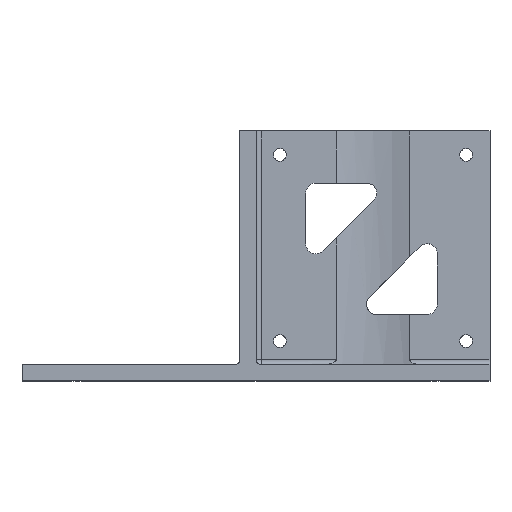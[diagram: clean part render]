
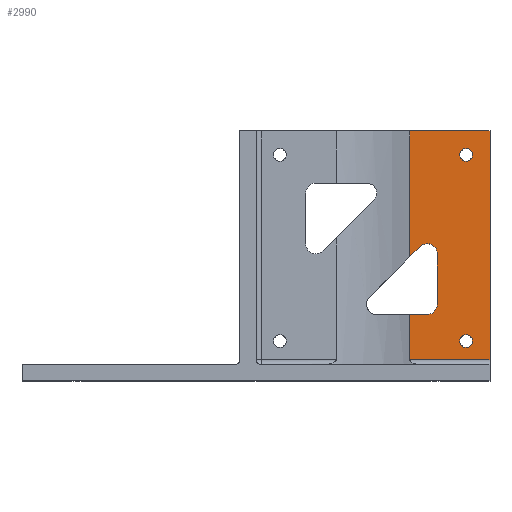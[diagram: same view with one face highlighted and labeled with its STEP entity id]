
A CAD part, top view. The second image highlights one B-rep face of the part: STEP entity #2990.
In plain terms, the highlighted planar face has unit normal (0, 0, 1).
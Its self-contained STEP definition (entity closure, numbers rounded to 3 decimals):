
#45 = VERTEX_POINT ( 'NONE', #5222 ) ;
#98 = ORIENTED_EDGE ( 'NONE', *, *, #4391, .F. ) ;
#160 = CARTESIAN_POINT ( 'NONE',  ( 30.425, 24.552, 0. ) ) ;
#330 = LINE ( 'NONE', #1548, #447 ) ;
#339 = DIRECTION ( 'NONE',  ( 1., 0., 0. ) ) ;
#344 = CARTESIAN_POINT ( 'NONE',  ( 32.424, 26.551, 0. ) ) ;
#357 = ORIENTED_EDGE ( 'NONE', *, *, #423, .T. ) ;
#423 = EDGE_CURVE ( 'NONE', #4973, #672, #2187, .T. ) ;
#435 = VERTEX_POINT ( 'NONE', #3604 ) ;
#447 = VECTOR ( 'NONE', #1153, 1000. ) ;
#449 = ORIENTED_EDGE ( 'NONE', *, *, #3215, .F. ) ;
#486 = CARTESIAN_POINT ( 'NONE',  ( 35.838, 25.137, 0. ) ) ;
#576 = CIRCLE ( 'NONE', #2845, 1.25 ) ;
#601 = DIRECTION ( 'NONE',  ( 1., 0., 0. ) ) ;
#626 = CARTESIAN_POINT ( 'NONE',  ( 42.775, 44.7, 0. ) ) ;
#639 = DIRECTION ( 'NONE',  ( 1., 0., 0. ) ) ;
#667 = VECTOR ( 'NONE', #3328, 1000. ) ;
#672 = VERTEX_POINT ( 'NONE', #1315 ) ;
#705 = LINE ( 'NONE', #1988, #3673 ) ;
#831 = EDGE_CURVE ( 'NONE', #1455, #3554, #330, .T. ) ;
#849 = DIRECTION ( 'NONE',  ( 0., 0., 1. ) ) ;
#905 = ORIENTED_EDGE ( 'NONE', *, *, #5437, .F. ) ;
#927 = EDGE_LOOP ( 'NONE', ( #905, #1926 ) ) ;
#942 = CARTESIAN_POINT ( 'NONE',  ( 33.838, 15.131, 0. ) ) ;
#1095 = CARTESIAN_POINT ( 'NONE',  ( 33.838, 13.131, 0. ) ) ;
#1100 = DIRECTION ( 'NONE',  ( 0., -1., 0. ) ) ;
#1103 = VECTOR ( 'NONE', #2282, 1000. ) ;
#1153 = DIRECTION ( 'NONE',  ( -0.707, -0.707, 0. ) ) ;
#1169 = ORIENTED_EDGE ( 'NONE', *, *, #4923, .F. ) ;
#1187 = AXIS2_PLACEMENT_3D ( 'NONE', #3550, #3493, #3525 ) ;
#1266 = LINE ( 'NONE', #2968, #4481 ) ;
#1280 = CARTESIAN_POINT ( 'NONE',  ( 41.525, 44.7, 0. ) ) ;
#1315 = CARTESIAN_POINT ( 'NONE',  ( 46.25, 4.175, 0. ) ) ;
#1330 = EDGE_CURVE ( 'NONE', #1983, #2696, #1266, .T. ) ;
#1401 = AXIS2_PLACEMENT_3D ( 'NONE', #4050, #4153, #601 ) ;
#1455 = VERTEX_POINT ( 'NONE', #344 ) ;
#1472 = CIRCLE ( 'NONE', #3737, 2. ) ;
#1486 = DIRECTION ( 'NONE',  ( 1., 0., 0. ) ) ;
#1548 = CARTESIAN_POINT ( 'NONE',  ( 22.419, 16.546, 0. ) ) ;
#1600 = CIRCLE ( 'NONE', #2241, 1.25 ) ;
#1747 = EDGE_CURVE ( 'NONE', #2696, #1455, #1915, .T. ) ;
#1778 = EDGE_CURVE ( 'NONE', #4278, #4973, #5245, .T. ) ;
#1819 = CARTESIAN_POINT ( 'NONE',  ( 46.25, 4.175, 0. ) ) ;
#1915 = CIRCLE ( 'NONE', #1187, 2. ) ;
#1926 = ORIENTED_EDGE ( 'NONE', *, *, #4661, .F. ) ;
#1961 = VECTOR ( 'NONE', #639, 1000. ) ;
#1969 = ORIENTED_EDGE ( 'NONE', *, *, #3756, .F. ) ;
#1983 = VERTEX_POINT ( 'NONE', #3734 ) ;
#1988 = CARTESIAN_POINT ( 'NONE',  ( 30.425, -65.414, 0. ) ) ;
#2087 = DIRECTION ( 'NONE',  ( 0., 0., -1. ) ) ;
#2090 = VECTOR ( 'NONE', #4863, 1000. ) ;
#2155 = ORIENTED_EDGE ( 'NONE', *, *, #1330, .F. ) ;
#2187 = LINE ( 'NONE', #1819, #2090 ) ;
#2229 = CARTESIAN_POINT ( 'NONE',  ( 40.275, 7.9, 0. ) ) ;
#2241 = AXIS2_PLACEMENT_3D ( 'NONE', #4130, #3651, #1486 ) ;
#2268 = CARTESIAN_POINT ( 'NONE',  ( 30.425, -65.414, 0. ) ) ;
#2282 = DIRECTION ( 'NONE',  ( 0., -1., 0. ) ) ;
#2354 = VERTEX_POINT ( 'NONE', #626 ) ;
#2480 = FACE_BOUND ( 'NONE', #3716, .T. ) ;
#2573 = EDGE_CURVE ( 'NONE', #45, #3554, #705, .T. ) ;
#2592 = DIRECTION ( 'NONE',  ( 1., 0., 0. ) ) ;
#2603 = CARTESIAN_POINT ( 'NONE',  ( 0., 49.425, 0. ) ) ;
#2696 = VERTEX_POINT ( 'NONE', #486 ) ;
#2729 = CARTESIAN_POINT ( 'NONE',  ( 30.425, 13.131, 0. ) ) ;
#2760 = AXIS2_PLACEMENT_3D ( 'NONE', #2603, #2087, #4225 ) ;
#2805 = ORIENTED_EDGE ( 'NONE', *, *, #4526, .F. ) ;
#2845 = AXIS2_PLACEMENT_3D ( 'NONE', #3075, #849, #2592 ) ;
#2936 = DIRECTION ( 'NONE',  ( 0., 1., 0. ) ) ;
#2962 = ORIENTED_EDGE ( 'NONE', *, *, #1778, .T. ) ;
#2968 = CARTESIAN_POINT ( 'NONE',  ( 35.838, 15.131, 0. ) ) ;
#2985 = LINE ( 'NONE', #5564, #667 ) ;
#2990 = ADVANCED_FACE ( 'NONE', ( #3453, #2480, #4682 ), #5199, .F. ) ;
#3022 = DIRECTION ( 'NONE',  ( 0., 0., 1. ) ) ;
#3067 = DIRECTION ( 'NONE',  ( 0., -1., 0. ) ) ;
#3075 = CARTESIAN_POINT ( 'NONE',  ( 41.525, 7.9, 0. ) ) ;
#3154 = CARTESIAN_POINT ( 'NONE',  ( 33.838, 13.131, 0. ) ) ;
#3178 = CARTESIAN_POINT ( 'NONE',  ( 30.425, 4.175, 0. ) ) ;
#3215 = EDGE_CURVE ( 'NONE', #3918, #3410, #5225, .T. ) ;
#3328 = DIRECTION ( 'NONE',  ( 1., 0., 0. ) ) ;
#3384 = CIRCLE ( 'NONE', #3387, 1.25 ) ;
#3387 = AXIS2_PLACEMENT_3D ( 'NONE', #1280, #5534, #339 ) ;
#3410 = VERTEX_POINT ( 'NONE', #2229 ) ;
#3453 = FACE_BOUND ( 'NONE', #927, .T. ) ;
#3493 = DIRECTION ( 'NONE',  ( 0., 0., 1. ) ) ;
#3525 = DIRECTION ( 'NONE',  ( -1., 0., 0. ) ) ;
#3550 = CARTESIAN_POINT ( 'NONE',  ( 33.838, 25.137, 0. ) ) ;
#3554 = VERTEX_POINT ( 'NONE', #160 ) ;
#3604 = CARTESIAN_POINT ( 'NONE',  ( 40.275, 44.7, 0. ) ) ;
#3651 = DIRECTION ( 'NONE',  ( 0., 0., 1. ) ) ;
#3673 = VECTOR ( 'NONE', #1100, 1000. ) ;
#3716 = EDGE_LOOP ( 'NONE', ( #449, #4688 ) ) ;
#3734 = CARTESIAN_POINT ( 'NONE',  ( 35.838, 15.131, 0. ) ) ;
#3737 = AXIS2_PLACEMENT_3D ( 'NONE', #942, #3022, #5662 ) ;
#3756 = EDGE_CURVE ( 'NONE', #45, #5424, #2985, .T. ) ;
#3876 = EDGE_CURVE ( 'NONE', #3410, #3918, #576, .T. ) ;
#3918 = VERTEX_POINT ( 'NONE', #5281 ) ;
#3985 = VERTEX_POINT ( 'NONE', #3154 ) ;
#4050 = CARTESIAN_POINT ( 'NONE',  ( 41.525, 7.9, 0. ) ) ;
#4064 = LINE ( 'NONE', #1095, #1961 ) ;
#4130 = CARTESIAN_POINT ( 'NONE',  ( 41.525, 44.7, 0. ) ) ;
#4153 = DIRECTION ( 'NONE',  ( 0., 0., 1. ) ) ;
#4178 = LINE ( 'NONE', #5497, #1103 ) ;
#4225 = DIRECTION ( 'NONE',  ( -1., 0., 0. ) ) ;
#4278 = VERTEX_POINT ( 'NONE', #2729 ) ;
#4391 = EDGE_CURVE ( 'NONE', #3985, #1983, #1472, .T. ) ;
#4481 = VECTOR ( 'NONE', #2936, 1000. ) ;
#4526 = EDGE_CURVE ( 'NONE', #5424, #672, #4178, .T. ) ;
#4661 = EDGE_CURVE ( 'NONE', #435, #2354, #3384, .T. ) ;
#4682 = FACE_OUTER_BOUND ( 'NONE', #5348, .T. ) ;
#4688 = ORIENTED_EDGE ( 'NONE', *, *, #3876, .F. ) ;
#4726 = ORIENTED_EDGE ( 'NONE', *, *, #1747, .F. ) ;
#4853 = ORIENTED_EDGE ( 'NONE', *, *, #2573, .T. ) ;
#4863 = DIRECTION ( 'NONE',  ( 1., 0., 0. ) ) ;
#4923 = EDGE_CURVE ( 'NONE', #4278, #3985, #4064, .T. ) ;
#4936 = CARTESIAN_POINT ( 'NONE',  ( 46.25, 49.425, 0. ) ) ;
#4973 = VERTEX_POINT ( 'NONE', #3178 ) ;
#5007 = VECTOR ( 'NONE', #3067, 1000. ) ;
#5199 = PLANE ( 'NONE',  #2760 ) ;
#5222 = CARTESIAN_POINT ( 'NONE',  ( 30.425, 49.425, 0. ) ) ;
#5225 = CIRCLE ( 'NONE', #1401, 1.25 ) ;
#5245 = LINE ( 'NONE', #2268, #5007 ) ;
#5281 = CARTESIAN_POINT ( 'NONE',  ( 42.775, 7.9, 0. ) ) ;
#5348 = EDGE_LOOP ( 'NONE', ( #1969, #4853, #5493, #4726, #2155, #98, #1169, #2962, #357, #2805 ) ) ;
#5424 = VERTEX_POINT ( 'NONE', #4936 ) ;
#5437 = EDGE_CURVE ( 'NONE', #2354, #435, #1600, .T. ) ;
#5493 = ORIENTED_EDGE ( 'NONE', *, *, #831, .F. ) ;
#5497 = CARTESIAN_POINT ( 'NONE',  ( 46.25, 49.425, 0. ) ) ;
#5534 = DIRECTION ( 'NONE',  ( 0., 0., 1. ) ) ;
#5564 = CARTESIAN_POINT ( 'NONE',  ( 0., 49.425, 0. ) ) ;
#5662 = DIRECTION ( 'NONE',  ( 1., 0., 0. ) ) ;
